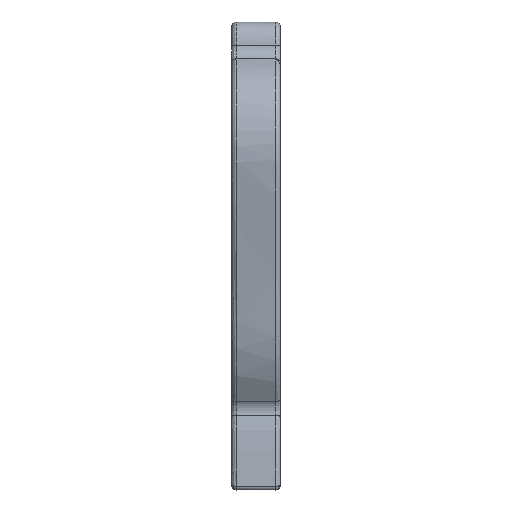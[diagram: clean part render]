
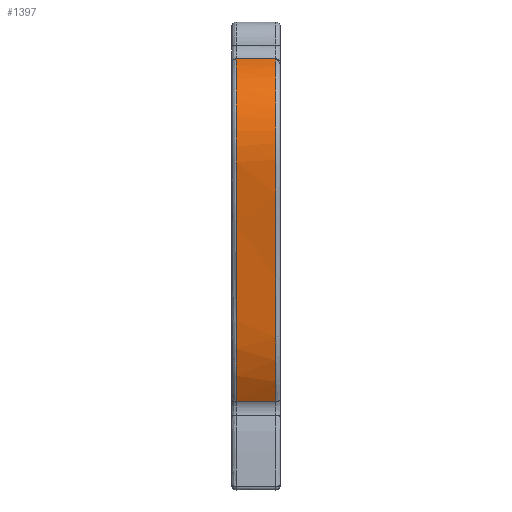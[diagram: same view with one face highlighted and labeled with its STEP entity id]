
A CAD part, left-side view. The second image highlights one B-rep face of the part: STEP entity #1397.
In plain terms, the highlighted free-form (B-spline) face has degree [3, 1] with [10, 2] control points.
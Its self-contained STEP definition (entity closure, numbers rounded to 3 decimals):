
#1397 = ADVANCED_FACE('',(#1398),#1460,.T.);
#1398 = FACE_BOUND('',#1399,.T.);
#1399 = EDGE_LOOP('',(#1400,#1425,#1432,#1455));
#1400 = ORIENTED_EDGE('',*,*,#1401,.T.);
#1401 = EDGE_CURVE('',#1402,#1404,#1406,.T.);
#1402 = VERTEX_POINT('',#1403);
#1403 = CARTESIAN_POINT('',(-7.804,3.06,
    -24.887));
#1404 = VERTEX_POINT('',#1405);
#1405 = CARTESIAN_POINT('',(-7.212,3.06,
    -1.106));
#1406 = B_SPLINE_CURVE_WITH_KNOTS('',3,(#1407,#1408,#1409,#1410,#1411,
    #1412,#1413,#1414,#1415,#1416,#1417,#1418,#1419,#1420,#1421,#1422,
    #1423,#1424),.UNSPECIFIED.,.F.,.F.,(4,2,2,2,2,2,2,2,4),(0.,0.125,
    0.25,0.375,0.5,0.625,0.75,0.875,1.),.UNSPECIFIED.);
#1407 = CARTESIAN_POINT('',(-7.804,3.06,
    -24.887));
#1408 = CARTESIAN_POINT('',(-8.408,3.06,
    -23.966));
#1409 = CARTESIAN_POINT('',(-8.885,3.06,
    -22.961));
#1410 = CARTESIAN_POINT('',(-9.557,3.06,-20.898
    ));
#1411 = CARTESIAN_POINT('',(-9.734,3.06,
    -19.826));
#1412 = CARTESIAN_POINT('',(-10.025,3.06,
    -17.667));
#1413 = CARTESIAN_POINT('',(-10.175,3.06,
    -16.588));
#1414 = CARTESIAN_POINT('',(-10.542,3.06,
    -14.441));
#1415 = CARTESIAN_POINT('',(-10.749,3.06,
    -13.37));
#1416 = CARTESIAN_POINT('',(-11.159,3.06,
    -11.23));
#1417 = CARTESIAN_POINT('',(-11.356,3.06,
    -10.158));
#1418 = CARTESIAN_POINT('',(-11.592,3.06,
    -7.99));
#1419 = CARTESIAN_POINT('',(-11.618,3.06,
    -6.882));
#1420 = CARTESIAN_POINT('',(-11.129,3.06,
    -4.742));
#1421 = CARTESIAN_POINT('',(-10.637,3.06,
    -3.722));
#1422 = CARTESIAN_POINT('',(-9.197,3.06,
    -2.094));
#1423 = CARTESIAN_POINT('',(-8.23,3.06,
    -1.519));
#1424 = CARTESIAN_POINT('',(-7.212,3.06,
    -1.106));
#1425 = ORIENTED_EDGE('',*,*,#1426,.T.);
#1426 = EDGE_CURVE('',#1404,#1427,#1429,.T.);
#1427 = VERTEX_POINT('',#1428);
#1428 = CARTESIAN_POINT('',(-7.212,0.34,
    -1.106));
#1429 = B_SPLINE_CURVE_WITH_KNOTS('',1,(#1430,#1431),.UNSPECIFIED.,.F.,
  .F.,(2,2),(0.,2.4),.PIECEWISE_BEZIER_KNOTS.);
#1430 = CARTESIAN_POINT('',(-7.212,3.06,
    -1.106));
#1431 = CARTESIAN_POINT('',(-7.212,0.34,
    -1.106));
#1432 = ORIENTED_EDGE('',*,*,#1433,.T.);
#1433 = EDGE_CURVE('',#1427,#1434,#1436,.T.);
#1434 = VERTEX_POINT('',#1435);
#1435 = CARTESIAN_POINT('',(-7.804,0.34,
    -24.887));
#1436 = B_SPLINE_CURVE_WITH_KNOTS('',3,(#1437,#1438,#1439,#1440,#1441,
    #1442,#1443,#1444,#1445,#1446,#1447,#1448,#1449,#1450,#1451,#1452,
    #1453,#1454),.UNSPECIFIED.,.F.,.F.,(4,2,2,2,2,2,2,2,4),(0.,0.125,
    0.25,0.375,0.5,0.625,0.75,0.875,1.),.UNSPECIFIED.);
#1437 = CARTESIAN_POINT('',(-7.212,0.34,
    -1.106));
#1438 = CARTESIAN_POINT('',(-8.232,0.34,
    -1.519));
#1439 = CARTESIAN_POINT('',(-9.196,0.34,
    -2.093));
#1440 = CARTESIAN_POINT('',(-10.635,0.34,
    -3.72));
#1441 = CARTESIAN_POINT('',(-11.125,0.34,
    -4.731));
#1442 = CARTESIAN_POINT('',(-11.617,0.34,
    -6.874));
#1443 = CARTESIAN_POINT('',(-11.592,0.34,-7.978
    ));
#1444 = CARTESIAN_POINT('',(-11.357,0.34,
    -10.15));
#1445 = CARTESIAN_POINT('',(-11.16,0.34,
    -11.225));
#1446 = CARTESIAN_POINT('',(-10.749,0.34,
    -13.371));
#1447 = CARTESIAN_POINT('',(-10.541,0.34,-14.443
    ));
#1448 = CARTESIAN_POINT('',(-10.174,0.34,
    -16.597));
#1449 = CARTESIAN_POINT('',(-10.023,0.34,-17.679
    ));
#1450 = CARTESIAN_POINT('',(-9.731,0.34,
    -19.845));
#1451 = CARTESIAN_POINT('',(-9.549,0.34,
    -20.934));
#1452 = CARTESIAN_POINT('',(-8.87,0.34,
    -22.995));
#1453 = CARTESIAN_POINT('',(-8.405,0.34,
    -23.971));
#1454 = CARTESIAN_POINT('',(-7.804,0.34,
    -24.887));
#1455 = ORIENTED_EDGE('',*,*,#1456,.T.);
#1456 = EDGE_CURVE('',#1434,#1402,#1457,.T.);
#1457 = B_SPLINE_CURVE_WITH_KNOTS('',1,(#1458,#1459),.UNSPECIFIED.,.F.,
  .F.,(2,2),(0.,2.4),.PIECEWISE_BEZIER_KNOTS.);
#1458 = CARTESIAN_POINT('',(-7.804,0.34,
    -24.887));
#1459 = CARTESIAN_POINT('',(-7.804,3.06,
    -24.887));
#1460 = B_SPLINE_SURFACE_WITH_KNOTS('',3,1,(
    (#1461,#1462)
    ,(#1463,#1464)
    ,(#1465,#1466)
    ,(#1467,#1468)
    ,(#1469,#1470)
    ,(#1471,#1472)
    ,(#1473,#1474)
    ,(#1475,#1476)
    ,(#1477,#1478)
    ,(#1479,#1480
    )),.UNSPECIFIED.,.F.,.F.,.F.,(4,1,1,1,1,1,1,4),(2,2),(0.215
    ,0.313,0.392,0.497,0.588,
    0.67,0.759,0.828),(0.,1.),
  .UNSPECIFIED.);
#1461 = CARTESIAN_POINT('',(-7.804,3.06,
    -24.887));
#1462 = CARTESIAN_POINT('',(-7.804,0.34,
    -24.887));
#1463 = CARTESIAN_POINT('',(-8.576,3.06,
    -23.711));
#1464 = CARTESIAN_POINT('',(-8.576,0.34,
    -23.711));
#1465 = CARTESIAN_POINT('',(-9.59,3.06,
    -21.355));
#1466 = CARTESIAN_POINT('',(-9.59,0.34,-21.355
    ));
#1467 = CARTESIAN_POINT('',(-10.022,3.06,
    -17.372));
#1468 = CARTESIAN_POINT('',(-10.022,0.34,
    -17.372));
#1469 = CARTESIAN_POINT('',(-10.696,3.06,
    -13.541));
#1470 = CARTESIAN_POINT('',(-10.696,0.34,
    -13.541));
#1471 = CARTESIAN_POINT('',(-11.486,3.06,
    -9.678));
#1472 = CARTESIAN_POINT('',(-11.486,0.34,-9.678
    ));
#1473 = CARTESIAN_POINT('',(-11.728,3.06,
    -5.904));
#1474 = CARTESIAN_POINT('',(-11.728,0.34,-5.904
    ));
#1475 = CARTESIAN_POINT('',(-10.115,3.06,
    -2.609));
#1476 = CARTESIAN_POINT('',(-10.115,0.34,
    -2.609));
#1477 = CARTESIAN_POINT('',(-8.126,3.06,
    -1.477));
#1478 = CARTESIAN_POINT('',(-8.126,0.34,
    -1.477));
#1479 = CARTESIAN_POINT('',(-7.212,3.06,
    -1.106));
#1480 = CARTESIAN_POINT('',(-7.212,0.34,
    -1.106));
